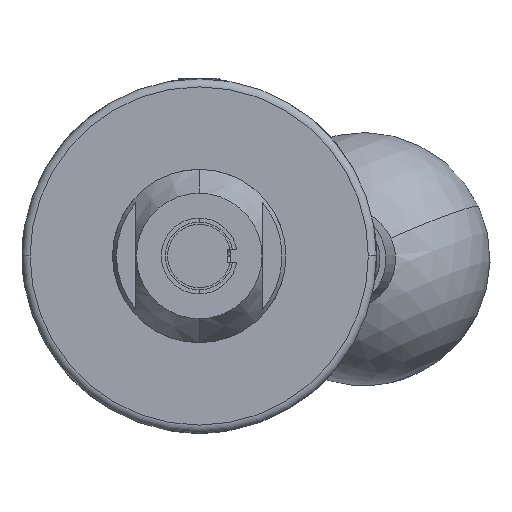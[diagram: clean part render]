
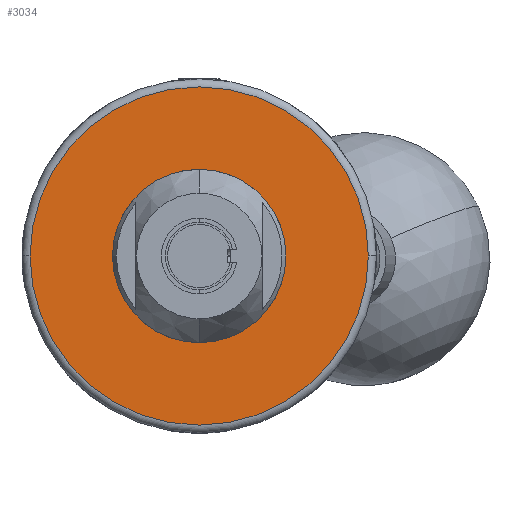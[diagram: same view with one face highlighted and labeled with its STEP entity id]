
A CAD part, left-side view. The second image highlights one B-rep face of the part: STEP entity #3034.
In plain terms, the highlighted planar face has unit normal (-1, 0, 0).
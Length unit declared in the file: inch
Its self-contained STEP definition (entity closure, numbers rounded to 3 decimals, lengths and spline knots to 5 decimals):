
#158 = DIRECTION ( 'NONE',  ( 1., 0., 0. ) ) ;
#350 = FACE_BOUND ( 'NONE', #10555, .T. ) ;
#920 = AXIS2_PLACEMENT_3D ( 'NONE', #7037, #7989, #9134 ) ;
#1120 = CIRCLE ( 'NONE', #11863, 0.1985 ) ;
#1232 = DIRECTION ( 'NONE',  ( 0., -1., 0. ) ) ;
#2021 = CARTESIAN_POINT ( 'NONE',  ( -2.878, 0., 0. ) ) ;
#2201 = CIRCLE ( 'NONE', #920, 0.1985 ) ;
#2377 = CIRCLE ( 'NONE', #6882, 0.835 ) ;
#2541 = EDGE_CURVE ( 'NONE', #9581, #8092, #5341, .T. ) ;
#2892 = DIRECTION ( 'NONE',  ( -1., 0., 0. ) ) ;
#2973 = EDGE_LOOP ( 'NONE', ( #3035, #8821 ) ) ;
#3034 = ADVANCED_FACE ( 'NONE', ( #350, #6266 ), #4227, .F. ) ;
#3035 = ORIENTED_EDGE ( 'NONE', *, *, #10679, .T. ) ;
#3111 = EDGE_CURVE ( 'NONE', #10133, #9425, #1120, .T. ) ;
#3373 = CARTESIAN_POINT ( 'NONE',  ( -2.878, -0.875, 0. ) ) ;
#3660 = EDGE_CURVE ( 'NONE', #9425, #10133, #2201, .T. ) ;
#3754 = DIRECTION ( 'NONE',  ( 0., 0., -1. ) ) ;
#4227 = PLANE ( 'NONE',  #10804 ) ;
#5341 = CIRCLE ( 'NONE', #12904, 0.835 ) ;
#6044 = CARTESIAN_POINT ( 'NONE',  ( -2.878, 0., 0. ) ) ;
#6266 = FACE_OUTER_BOUND ( 'NONE', #2973, .T. ) ;
#6882 = AXIS2_PLACEMENT_3D ( 'NONE', #2021, #10222, #12322 ) ;
#7014 = CARTESIAN_POINT ( 'NONE',  ( -2.878, 0., -0.1985 ) ) ;
#7037 = CARTESIAN_POINT ( 'NONE',  ( -2.878, 0., 0. ) ) ;
#7989 = DIRECTION ( 'NONE',  ( -1., 0., 0. ) ) ;
#8092 = VERTEX_POINT ( 'NONE', #12514 ) ;
#8203 = CARTESIAN_POINT ( 'NONE',  ( -2.878, 0.835, 0. ) ) ;
#8821 = ORIENTED_EDGE ( 'NONE', *, *, #2541, .T. ) ;
#9134 = DIRECTION ( 'NONE',  ( 0., 0., -1. ) ) ;
#9259 = ORIENTED_EDGE ( 'NONE', *, *, #3660, .F. ) ;
#9425 = VERTEX_POINT ( 'NONE', #9623 ) ;
#9581 = VERTEX_POINT ( 'NONE', #8203 ) ;
#9623 = CARTESIAN_POINT ( 'NONE',  ( -2.878, 0., 0.1985 ) ) ;
#9645 = CARTESIAN_POINT ( 'NONE',  ( -2.878, 0., 0. ) ) ;
#10133 = VERTEX_POINT ( 'NONE', #7014 ) ;
#10222 = DIRECTION ( 'NONE',  ( -1., 0., 0. ) ) ;
#10555 = EDGE_LOOP ( 'NONE', ( #11911, #9259 ) ) ;
#10679 = EDGE_CURVE ( 'NONE', #8092, #9581, #2377, .T. ) ;
#10804 = AXIS2_PLACEMENT_3D ( 'NONE', #3373, #158, #1232 ) ;
#11727 = DIRECTION ( 'NONE',  ( -1., 0., 0. ) ) ;
#11863 = AXIS2_PLACEMENT_3D ( 'NONE', #9645, #11727, #3754 ) ;
#11911 = ORIENTED_EDGE ( 'NONE', *, *, #3111, .F. ) ;
#12111 = DIRECTION ( 'NONE',  ( 0., -1., 0. ) ) ;
#12322 = DIRECTION ( 'NONE',  ( 0., -1., 0. ) ) ;
#12514 = CARTESIAN_POINT ( 'NONE',  ( -2.878, -0.835, 0. ) ) ;
#12904 = AXIS2_PLACEMENT_3D ( 'NONE', #6044, #2892, #12111 ) ;
